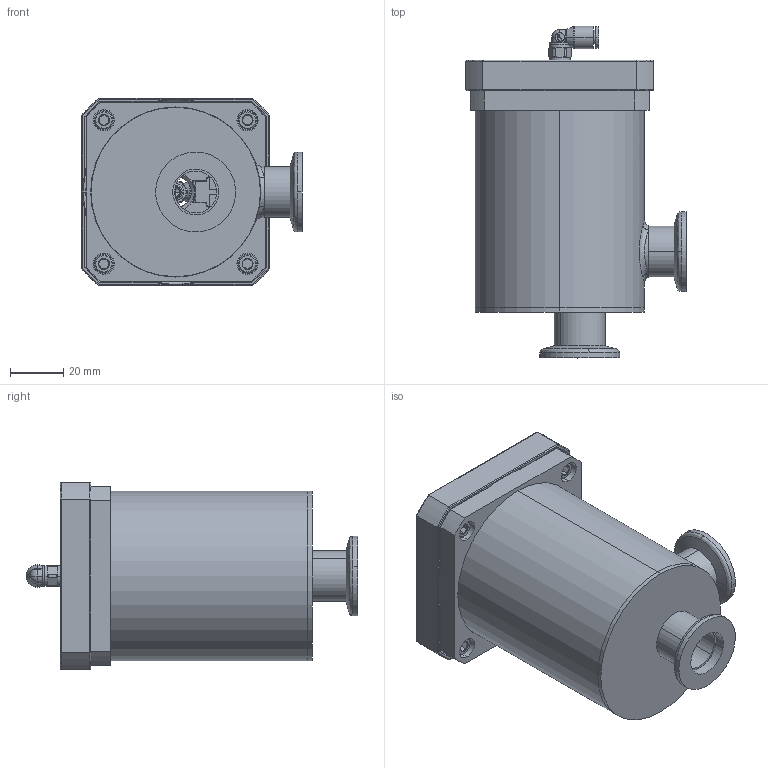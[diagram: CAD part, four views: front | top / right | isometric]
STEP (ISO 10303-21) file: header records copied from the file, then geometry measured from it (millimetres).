
FILE_DESCRIPTION (( 'STEP AP214' ), '1' );
FILE_NAME ('NAP-S02100.STEP', '2023-06-12T16:56:22', ( '' ), ( '' ), 'SwSTEP 2.0', 'SolidWorks 2020', '' );
FILE_SCHEMA (( 'AUTOMOTIVE_DESIGN' ));
Length unit declared in the file: inch
Products named in the file (1): NAP-S02100
Bounding box: 82.52 x 124.45 x 70.31 mm (x, y, z)
Volume: 99507.5 mm3; surface area: 93790.5 mm2
Topology: 24 solids, 24 shells, 1832 faces, 4954 edges, 3218 vertices
Faces by surface type: plane 620, cylinder 540, cone 488, bspline 129, torus 52, sphere 3
Entity records: 95275 total; most frequent: CARTESIAN_POINT 27289, ORIENTED_EDGE 9904, DIRECTION 8553, EDGE_CURVE 4952, AXIS2_PLACEMENT_3D 3252, VERTEX_POINT 3218, LINE 2049, VECTOR 2049
